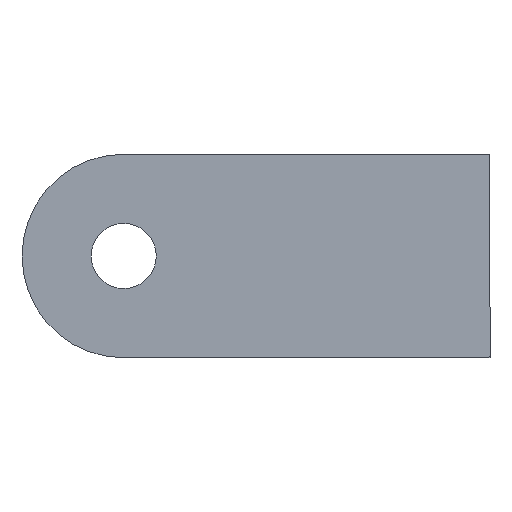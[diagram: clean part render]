
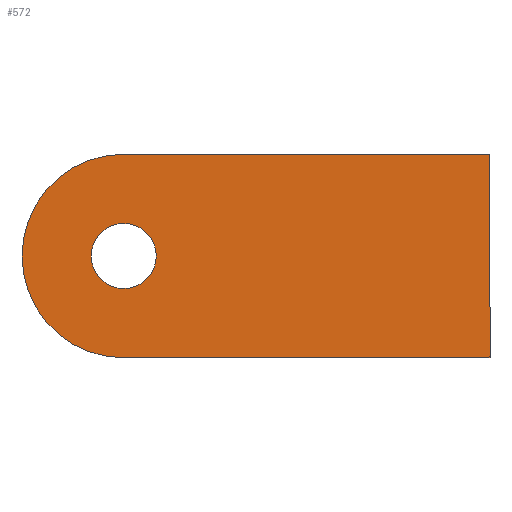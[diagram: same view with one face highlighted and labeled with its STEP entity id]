
A CAD part, left-side view. The second image highlights one B-rep face of the part: STEP entity #572.
In plain terms, the highlighted planar face has unit normal (-1, 0, 0).
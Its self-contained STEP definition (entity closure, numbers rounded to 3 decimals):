
#20 = CARTESIAN_POINT ( 'NONE',  ( -35., 41., 0. ) ) ;
#26 = ORIENTED_EDGE ( 'NONE', *, *, #714, .T. ) ;
#49 = DIRECTION ( 'NONE',  ( -1., 0., 0. ) ) ;
#57 = DIRECTION ( 'NONE',  ( -1., 0., 0. ) ) ;
#70 = ORIENTED_EDGE ( 'NONE', *, *, #262, .F. ) ;
#79 = EDGE_CURVE ( 'NONE', #645, #397, #553, .T. ) ;
#83 = ORIENTED_EDGE ( 'NONE', *, *, #631, .T. ) ;
#86 = ORIENTED_EDGE ( 'NONE', *, *, #79, .F. ) ;
#88 = VERTEX_POINT ( 'NONE', #581 ) ;
#98 = VERTEX_POINT ( 'NONE', #462 ) ;
#111 = CARTESIAN_POINT ( 'NONE',  ( -35., 0., 12.5 ) ) ;
#143 = VECTOR ( 'NONE', #253, 1000. ) ;
#159 = EDGE_LOOP ( 'NONE', ( #517, #86 ) ) ;
#161 = ORIENTED_EDGE ( 'NONE', *, *, #776, .F. ) ;
#173 = DIRECTION ( 'NONE',  ( 0., -1., 0. ) ) ;
#178 = DIRECTION ( 'NONE',  ( 0., 1., 0. ) ) ;
#211 = AXIS2_PLACEMENT_3D ( 'NONE', #760, #694, #340 ) ;
#244 = VECTOR ( 'NONE', #432, 1000. ) ;
#253 = DIRECTION ( 'NONE',  ( 0., 0., -1. ) ) ;
#255 = CARTESIAN_POINT ( 'NONE',  ( -35., 0., -12.5 ) ) ;
#259 = AXIS2_PLACEMENT_3D ( 'NONE', #778, #716, #418 ) ;
#262 = EDGE_CURVE ( 'NONE', #513, #763, #665, .T. ) ;
#307 = LINE ( 'NONE', #111, #623 ) ;
#340 = DIRECTION ( 'NONE',  ( 0., -1., 0. ) ) ;
#360 = AXIS2_PLACEMENT_3D ( 'NONE', #605, #49, #173 ) ;
#371 = CARTESIAN_POINT ( 'NONE',  ( -35., 0., -12.5 ) ) ;
#397 = VERTEX_POINT ( 'NONE', #20 ) ;
#418 = DIRECTION ( 'NONE',  ( 0., -1., 0. ) ) ;
#432 = DIRECTION ( 'NONE',  ( 0., 1., 0. ) ) ;
#462 = CARTESIAN_POINT ( 'NONE',  ( -35., 45., 12.5 ) ) ;
#513 = VERTEX_POINT ( 'NONE', #652 ) ;
#517 = ORIENTED_EDGE ( 'NONE', *, *, #748, .F. ) ;
#520 = FACE_OUTER_BOUND ( 'NONE', #691, .T. ) ;
#526 = CIRCLE ( 'NONE', #360, 12.5 ) ;
#536 = FACE_BOUND ( 'NONE', #159, .T. ) ;
#539 = LINE ( 'NONE', #371, #244 ) ;
#553 = CIRCLE ( 'NONE', #211, 4. ) ;
#560 = CIRCLE ( 'NONE', #769, 4. ) ;
#572 = ADVANCED_FACE ( 'NONE', ( #536, #520 ), #781, .T. ) ;
#581 = CARTESIAN_POINT ( 'NONE',  ( -35., 45., -12.5 ) ) ;
#605 = CARTESIAN_POINT ( 'NONE',  ( -35., 45., 0. ) ) ;
#623 = VECTOR ( 'NONE', #178, 1000. ) ;
#631 = EDGE_CURVE ( 'NONE', #513, #98, #307, .T. ) ;
#645 = VERTEX_POINT ( 'NONE', #664 ) ;
#652 = CARTESIAN_POINT ( 'NONE',  ( -35., 0., 12.5 ) ) ;
#658 = CARTESIAN_POINT ( 'NONE',  ( -35., 45., 0. ) ) ;
#664 = CARTESIAN_POINT ( 'NONE',  ( -35., 49., 0. ) ) ;
#665 = LINE ( 'NONE', #794, #143 ) ;
#691 = EDGE_LOOP ( 'NONE', ( #83, #26, #161, #70 ) ) ;
#694 = DIRECTION ( 'NONE',  ( -1., 0., 0. ) ) ;
#714 = EDGE_CURVE ( 'NONE', #98, #88, #526, .T. ) ;
#716 = DIRECTION ( 'NONE',  ( -1., 0., 0. ) ) ;
#748 = EDGE_CURVE ( 'NONE', #397, #645, #560, .T. ) ;
#760 = CARTESIAN_POINT ( 'NONE',  ( -35., 45., 0. ) ) ;
#763 = VERTEX_POINT ( 'NONE', #255 ) ;
#769 = AXIS2_PLACEMENT_3D ( 'NONE', #658, #57, #788 ) ;
#776 = EDGE_CURVE ( 'NONE', #763, #88, #539, .T. ) ;
#778 = CARTESIAN_POINT ( 'NONE',  ( -35., 0., 12.5 ) ) ;
#781 = PLANE ( 'NONE',  #259 ) ;
#788 = DIRECTION ( 'NONE',  ( 0., -1., 0. ) ) ;
#794 = CARTESIAN_POINT ( 'NONE',  ( -35., 0., 12.5 ) ) ;
